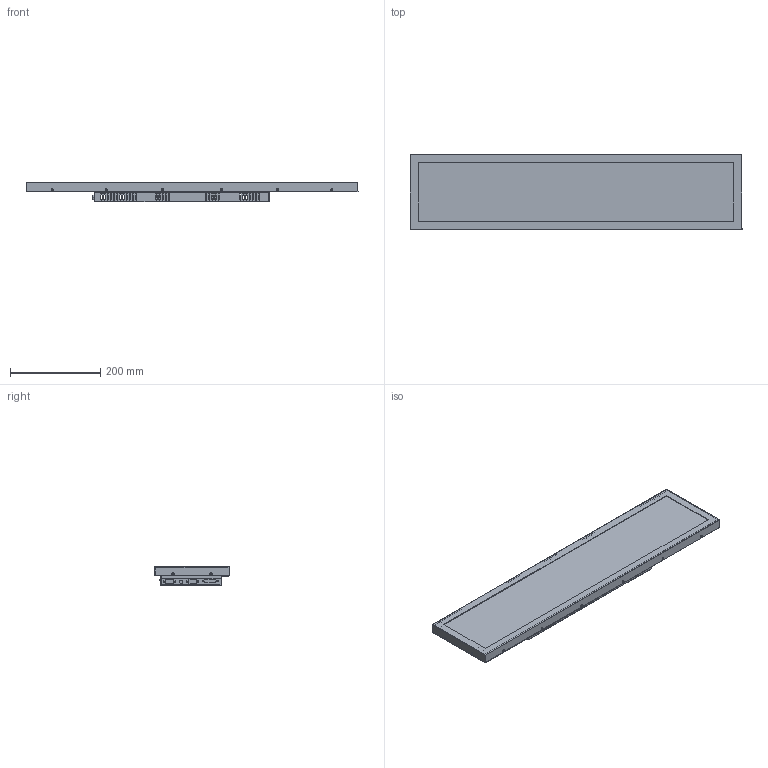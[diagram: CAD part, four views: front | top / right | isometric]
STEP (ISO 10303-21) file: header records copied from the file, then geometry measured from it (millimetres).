
FILE_DESCRIPTION (( 'STEP AP203' ), '1' );
FILE_NAME ('S280P5.STEP', '2014-08-21T06:25:20', ( '' ), ( '' ), 'SwSTEP 2.0', 'SolidWorks 2008', '' );
FILE_SCHEMA (( 'CONFIG_CONTROL_DESIGN' ));
Products named in the file (11): LED_預設_預設; metal-plate_28_預設_預設; blu_28_預設_預設; KEY_預設_預設; S280P5; c board_預設_預設; bezel_28_預設_預設; cover_28_預設_預設; power board_預設_預設; 零件4_預設_預設; AD board2_預設_預設
Assembly tree (10 placements, depth 2):
  S280P5
    metal-plate_28_預設_預設
    c board_預設_預設
    LED_預設_預設
    cover_28_預設_預設
    零件4_預設_預設
    power board_預設_預設
    blu_28_預設_預設
    KEY_預設_預設
    bezel_28_預設_預設
    AD board2_預設_預設
Bounding box: 736.6 x 166.3 x 43.6 mm (x, y, z)
Volume: 1502162.9 mm3; surface area: 1097360.4 mm2
Topology: 10 solids, 10 shells, 1394 faces, 3762 edges, 2489 vertices
Faces by surface type: plane 658, cylinder 541, bspline 177, cone 18
Entity records: 50649 total; most frequent: CARTESIAN_POINT 14169, ORIENTED_EDGE 7516, DIRECTION 6987, EDGE_CURVE 3758, VERTEX_POINT 2489, AXIS2_PLACEMENT_3D 2338, VECTOR 2311, LINE 2311
